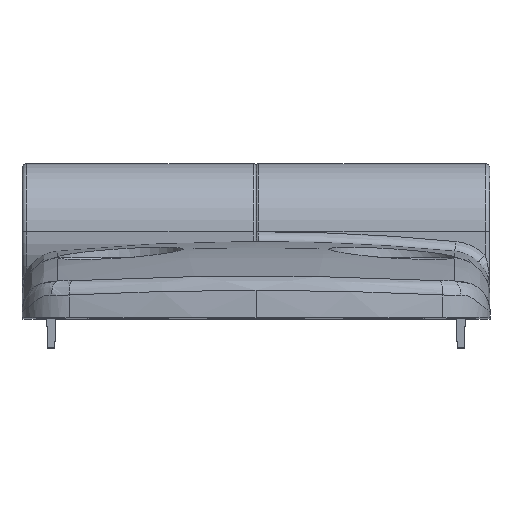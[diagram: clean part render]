
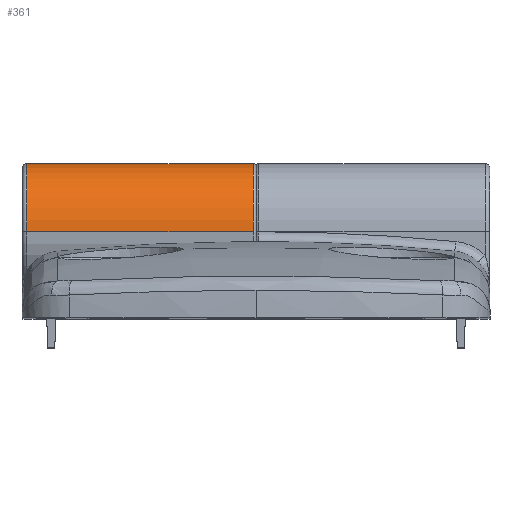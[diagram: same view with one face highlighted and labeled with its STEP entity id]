
A CAD part, top view. The second image highlights one B-rep face of the part: STEP entity #361.
In plain terms, the highlighted cylindrical face has radius 7 mm (diameter 14 mm), a partial arc.
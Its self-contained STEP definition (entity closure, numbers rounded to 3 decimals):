
#361 = ADVANCED_FACE ( 'NONE', ( #3618 ), #3391, .T. ) ;
#428 = VECTOR ( 'NONE', #3899, 1000. ) ;
#533 = CARTESIAN_POINT ( 'NONE',  ( -23.5, 8.9, 7. ) ) ;
#546 = EDGE_LOOP ( 'NONE', ( #1079, #4324, #4467, #3446 ) ) ;
#660 = CIRCLE ( 'NONE', #3794, 7. ) ;
#1002 = CIRCLE ( 'NONE', #3448, 7. ) ;
#1007 = CARTESIAN_POINT ( 'NONE',  ( -0.3, 8.9, -7. ) ) ;
#1079 = ORIENTED_EDGE ( 'NONE', *, *, #2830, .F. ) ;
#1244 = VECTOR ( 'NONE', #3150, 1000. ) ;
#1404 = DIRECTION ( 'NONE',  ( 1., 0., 0. ) ) ;
#1492 = DIRECTION ( 'NONE',  ( -1., 0., 0. ) ) ;
#1535 = EDGE_CURVE ( 'NONE', #4461, #3227, #1002, .T. ) ;
#1956 = DIRECTION ( 'NONE',  ( 0., 0., 1. ) ) ;
#2131 = CARTESIAN_POINT ( 'NONE',  ( 24., 8.9, 7. ) ) ;
#2199 = LINE ( 'NONE', #4546, #1244 ) ;
#2233 = AXIS2_PLACEMENT_3D ( 'NONE', #2992, #2313, #1956 ) ;
#2313 = DIRECTION ( 'NONE',  ( -1., 0., 0. ) ) ;
#2369 = EDGE_CURVE ( 'NONE', #4301, #2506, #660, .T. ) ;
#2495 = CARTESIAN_POINT ( 'NONE',  ( -23.5, 8.9, -7. ) ) ;
#2506 = VERTEX_POINT ( 'NONE', #533 ) ;
#2830 = EDGE_CURVE ( 'NONE', #4461, #2506, #3338, .T. ) ;
#2992 = CARTESIAN_POINT ( 'NONE',  ( 24., 8.9, 0. ) ) ;
#3150 = DIRECTION ( 'NONE',  ( -1., 0., 0. ) ) ;
#3227 = VERTEX_POINT ( 'NONE', #1007 ) ;
#3274 = EDGE_CURVE ( 'NONE', #3227, #4301, #2199, .T. ) ;
#3338 = LINE ( 'NONE', #2131, #428 ) ;
#3391 = CYLINDRICAL_SURFACE ( 'NONE', #2233, 7. ) ;
#3446 = ORIENTED_EDGE ( 'NONE', *, *, #2369, .T. ) ;
#3448 = AXIS2_PLACEMENT_3D ( 'NONE', #3615, #1492, #3979 ) ;
#3524 = CARTESIAN_POINT ( 'NONE',  ( -23.5, 8.9, 0. ) ) ;
#3615 = CARTESIAN_POINT ( 'NONE',  ( -0.3, 8.9, 0. ) ) ;
#3618 = FACE_OUTER_BOUND ( 'NONE', #546, .T. ) ;
#3794 = AXIS2_PLACEMENT_3D ( 'NONE', #3524, #1404, #3891 ) ;
#3891 = DIRECTION ( 'NONE',  ( 0., 0., 1. ) ) ;
#3899 = DIRECTION ( 'NONE',  ( -1., 0., 0. ) ) ;
#3979 = DIRECTION ( 'NONE',  ( 0., 0., -1. ) ) ;
#4007 = CARTESIAN_POINT ( 'NONE',  ( -0.3, 8.9, 7. ) ) ;
#4301 = VERTEX_POINT ( 'NONE', #2495 ) ;
#4324 = ORIENTED_EDGE ( 'NONE', *, *, #1535, .T. ) ;
#4461 = VERTEX_POINT ( 'NONE', #4007 ) ;
#4467 = ORIENTED_EDGE ( 'NONE', *, *, #3274, .T. ) ;
#4546 = CARTESIAN_POINT ( 'NONE',  ( 24., 8.9, -7. ) ) ;
